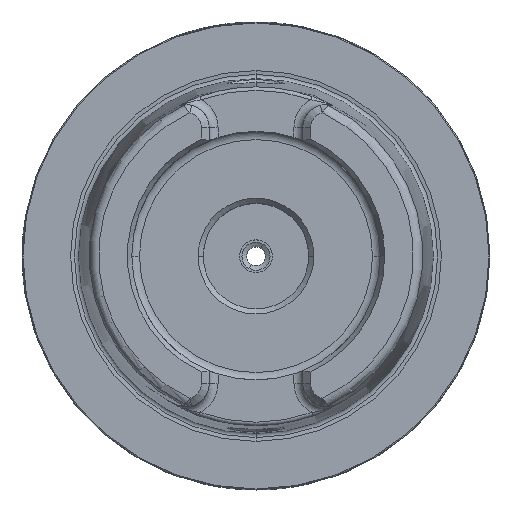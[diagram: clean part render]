
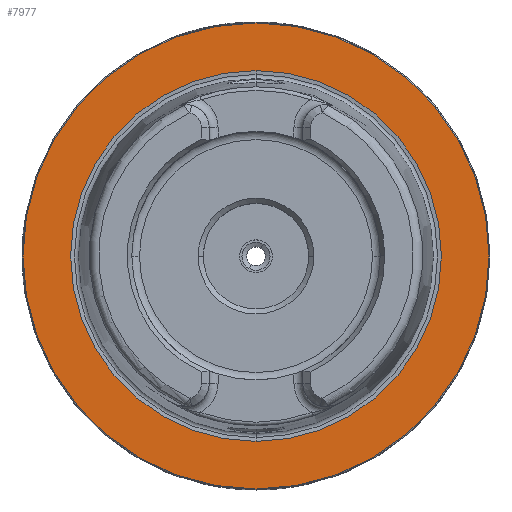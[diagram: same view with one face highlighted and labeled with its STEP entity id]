
A CAD part, top view. The second image highlights one B-rep face of the part: STEP entity #7977.
In plain terms, the highlighted planar face has unit normal (0, 0, 1).
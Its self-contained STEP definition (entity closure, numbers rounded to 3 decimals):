
#323 = PLANE ( 'NONE',  #20073 ) ;
#2003 = DIRECTION ( 'NONE',  ( 0., 0., 1. ) ) ;
#2653 = DIRECTION ( 'NONE',  ( 0., 0., 1. ) ) ;
#3120 = AXIS2_PLACEMENT_3D ( 'NONE', #15682, #2003, #17980 ) ;
#4326 = CARTESIAN_POINT ( 'NONE',  ( 0., -39.59, 0. ) ) ;
#5052 = ORIENTED_EDGE ( 'NONE', *, *, #17529, .T. ) ;
#5188 = AXIS2_PLACEMENT_3D ( 'NONE', #24241, #10523, #26509 ) ;
#5800 = AXIS2_PLACEMENT_3D ( 'NONE', #26456, #12794, #28701 ) ;
#7977 = ADVANCED_FACE ( 'NONE', ( #21469, #24307 ), #323, .T. ) ;
#8996 = VERTEX_POINT ( 'NONE', #24169 ) ;
#9581 = EDGE_CURVE ( 'NONE', #8996, #20583, #23932, .T. ) ;
#10523 = DIRECTION ( 'NONE',  ( 0., 0., -1. ) ) ;
#11608 = CARTESIAN_POINT ( 'NONE',  ( 0., 0., 0. ) ) ;
#11964 = VERTEX_POINT ( 'NONE', #4326 ) ;
#12794 = DIRECTION ( 'NONE',  ( 0., 0., -1. ) ) ;
#12860 = VERTEX_POINT ( 'NONE', #20553 ) ;
#12924 = AXIS2_PLACEMENT_3D ( 'NONE', #11608, #27546, #13919 ) ;
#13919 = DIRECTION ( 'NONE',  ( 0., -1., 0. ) ) ;
#15682 = CARTESIAN_POINT ( 'NONE',  ( 0., 0., 0. ) ) ;
#16359 = CARTESIAN_POINT ( 'NONE',  ( 0., 49.965, 0. ) ) ;
#17529 = EDGE_CURVE ( 'NONE', #20583, #8996, #23377, .T. ) ;
#17980 = DIRECTION ( 'NONE',  ( 0., -1., 0. ) ) ;
#18592 = EDGE_LOOP ( 'NONE', ( #5052, #24484 ) ) ;
#18637 = DIRECTION ( 'NONE',  ( 0., -1., 0. ) ) ;
#20073 = AXIS2_PLACEMENT_3D ( 'NONE', #16359, #2653, #18637 ) ;
#20553 = CARTESIAN_POINT ( 'NONE',  ( 0., 39.59, 0. ) ) ;
#20583 = VERTEX_POINT ( 'NONE', #26958 ) ;
#21172 = CIRCLE ( 'NONE', #5800, 39.59 ) ;
#21469 = FACE_OUTER_BOUND ( 'NONE', #18592, .T. ) ;
#21547 = CIRCLE ( 'NONE', #5188, 39.59 ) ;
#21661 = ORIENTED_EDGE ( 'NONE', *, *, #24816, .T. ) ;
#23377 = CIRCLE ( 'NONE', #12924, 49.765 ) ;
#23672 = EDGE_LOOP ( 'NONE', ( #21661, #24496 ) ) ;
#23932 = CIRCLE ( 'NONE', #3120, 49.765 ) ;
#24169 = CARTESIAN_POINT ( 'NONE',  ( 0., 49.765, 0. ) ) ;
#24241 = CARTESIAN_POINT ( 'NONE',  ( 0., 0., 0. ) ) ;
#24307 = FACE_BOUND ( 'NONE', #23672, .T. ) ;
#24484 = ORIENTED_EDGE ( 'NONE', *, *, #9581, .T. ) ;
#24496 = ORIENTED_EDGE ( 'NONE', *, *, #27908, .T. ) ;
#24816 = EDGE_CURVE ( 'NONE', #11964, #12860, #21172, .T. ) ;
#26456 = CARTESIAN_POINT ( 'NONE',  ( 0., 0., 0. ) ) ;
#26509 = DIRECTION ( 'NONE',  ( 0., 1., 0. ) ) ;
#26958 = CARTESIAN_POINT ( 'NONE',  ( 0., -49.765, 0. ) ) ;
#27546 = DIRECTION ( 'NONE',  ( 0., 0., 1. ) ) ;
#27908 = EDGE_CURVE ( 'NONE', #12860, #11964, #21547, .T. ) ;
#28701 = DIRECTION ( 'NONE',  ( 0., 1., 0. ) ) ;
